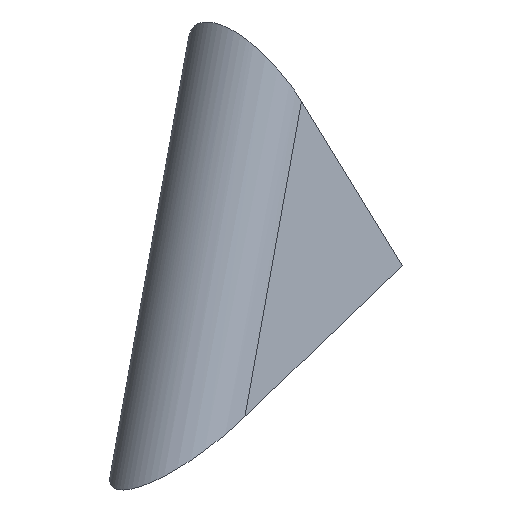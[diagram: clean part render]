
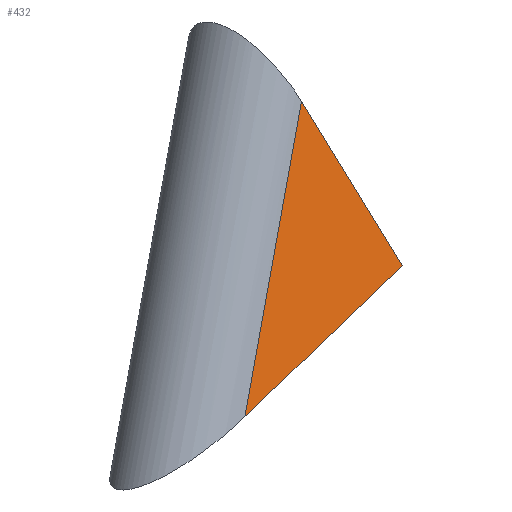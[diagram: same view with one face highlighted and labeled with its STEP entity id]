
A CAD part, front view. The second image highlights one B-rep face of the part: STEP entity #432.
In plain terms, the highlighted planar face has unit normal (0.603, -0.798, 0).
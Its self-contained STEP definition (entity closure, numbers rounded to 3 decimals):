
#38 = CYLINDRICAL_SURFACE('',#39,2.5);
#39 = AXIS2_PLACEMENT_3D('',#40,#41,#42);
#40 = CARTESIAN_POINT('',(-1.768,-1.335,
    -8.359));
#41 = DIRECTION('',(0.175,0.132,0.976));
#42 = DIRECTION('',(0.603,-0.798,0.)
  );
#95 = VERTEX_POINT('',#96);
#96 = CARTESIAN_POINT('',(0.318,-2.893,-5.127
    ));
#135 = EDGE_CURVE('',#95,#136,#138,.T.);
#136 = VERTEX_POINT('',#137);
#137 = CARTESIAN_POINT('',(2.161,-1.501,5.154)
  );
#138 = SURFACE_CURVE('',#139,(#143,#172),.PCURVE_S1.);
#139 = LINE('',#140,#141);
#140 = CARTESIAN_POINT('',(0.318,-2.893,
    -5.127));
#141 = VECTOR('',#142,1.);
#142 = DIRECTION('',(0.175,0.132,0.976));
#143 = PCURVE('',#38,#144);
#144 = DEFINITIONAL_REPRESENTATION('',(#145),#171);
#145 = B_SPLINE_CURVE_WITH_KNOTS('',3,(#146,#147,#148,#149,#150,#151,
    #152,#153,#154,#155,#156,#157,#158,#159,#160,#161,#162,#163,#164,
    #165,#166,#167,#168,#169,#170),.UNSPECIFIED.,.F.,.F.,(4,1,1,1,1,1,1,
    1,1,1,1,1,1,1,1,1,1,1,1,1,1,1,4),(0.,0.479,0.958,
    1.437,1.916,2.395,2.874,
    3.353,3.832,4.311,4.79,
    5.269,5.748,6.227,6.705,
    7.184,7.663,8.142,8.621,
    9.1,9.579,10.058,10.537),
  .QUASI_UNIFORM_KNOTS.);
#146 = CARTESIAN_POINT('',(6.283,3.312));
#147 = CARTESIAN_POINT('',(6.283,3.472));
#148 = CARTESIAN_POINT('',(6.283,3.791));
#149 = CARTESIAN_POINT('',(6.283,4.27));
#150 = CARTESIAN_POINT('',(6.283,4.749));
#151 = CARTESIAN_POINT('',(6.283,5.228));
#152 = CARTESIAN_POINT('',(6.283,5.707));
#153 = CARTESIAN_POINT('',(6.283,6.186));
#154 = CARTESIAN_POINT('',(6.283,6.665));
#155 = CARTESIAN_POINT('',(6.283,7.144));
#156 = CARTESIAN_POINT('',(6.283,7.623));
#157 = CARTESIAN_POINT('',(6.283,8.102));
#158 = CARTESIAN_POINT('',(6.283,8.581));
#159 = CARTESIAN_POINT('',(6.283,9.06));
#160 = CARTESIAN_POINT('',(6.283,9.539));
#161 = CARTESIAN_POINT('',(6.283,10.018));
#162 = CARTESIAN_POINT('',(6.283,10.497));
#163 = CARTESIAN_POINT('',(6.283,10.976));
#164 = CARTESIAN_POINT('',(6.283,11.455));
#165 = CARTESIAN_POINT('',(6.283,11.934));
#166 = CARTESIAN_POINT('',(6.283,12.413));
#167 = CARTESIAN_POINT('',(6.283,12.892));
#168 = CARTESIAN_POINT('',(6.283,13.371));
#169 = CARTESIAN_POINT('',(6.283,13.69));
#170 = CARTESIAN_POINT('',(6.283,13.85));
#171 = ( GEOMETRIC_REPRESENTATION_CONTEXT(2) 
PARAMETRIC_REPRESENTATION_CONTEXT() REPRESENTATION_CONTEXT('2D SPACE',''
  ) );
#172 = PCURVE('',#173,#178);
#173 = PLANE('',#174);
#174 = AXIS2_PLACEMENT_3D('',#175,#176,#177);
#175 = CARTESIAN_POINT('',(1.239,-2.197,
    0.013));
#176 = DIRECTION('',(-0.603,0.798,0.));
#177 = DIRECTION('',(-0.486,-0.367,0.793));
#178 = DEFINITIONAL_REPRESENTATION('',(#179),#183);
#179 = LINE('',#180,#181);
#180 = CARTESIAN_POINT('',(-3.373,-4.047));
#181 = VECTOR('',#182,1.);
#182 = DIRECTION('',(0.64,0.768));
#183 = ( GEOMETRIC_REPRESENTATION_CONTEXT(2) 
PARAMETRIC_REPRESENTATION_CONTEXT() REPRESENTATION_CONTEXT('2D SPACE',''
  ) );
#432 = ADVANCED_FACE('',(#433),#173,.F.);
#433 = FACE_BOUND('',#434,.F.);
#434 = EDGE_LOOP('',(#435,#451,#465));
#435 = ORIENTED_EDGE('',*,*,#436,.T.);
#436 = EDGE_CURVE('',#136,#437,#439,.T.);
#437 = VERTEX_POINT('',#438);
#438 = CARTESIAN_POINT('',(5.441,0.975,-0.196)
  );
#439 = SURFACE_CURVE('',#440,(#444),.PCURVE_S1.);
#440 = LINE('',#441,#442);
#441 = CARTESIAN_POINT('',(2.161,-1.501,5.154)
  );
#442 = VECTOR('',#443,1.);
#443 = DIRECTION('',(0.486,0.367,-0.793));
#444 = PCURVE('',#173,#445);
#445 = DEFINITIONAL_REPRESENTATION('',(#446),#450);
#446 = LINE('',#447,#448);
#447 = CARTESIAN_POINT('',(3.373,4.047));
#448 = VECTOR('',#449,1.);
#449 = DIRECTION('',(-1.,0.));
#450 = ( GEOMETRIC_REPRESENTATION_CONTEXT(2) 
PARAMETRIC_REPRESENTATION_CONTEXT() REPRESENTATION_CONTEXT('2D SPACE',''
  ) );
#451 = ORIENTED_EDGE('',*,*,#452,.T.);
#452 = EDGE_CURVE('',#437,#95,#453,.T.);
#453 = SURFACE_CURVE('',#454,(#458),.PCURVE_S1.);
#454 = LINE('',#455,#456);
#455 = CARTESIAN_POINT('',(5.441,0.975,-0.196)
  );
#456 = VECTOR('',#457,1.);
#457 = DIRECTION('',(-0.633,-0.478,-0.609));
#458 = PCURVE('',#173,#459);
#459 = DEFINITIONAL_REPRESENTATION('',(#460),#464);
#460 = LINE('',#461,#462);
#461 = CARTESIAN_POINT('',(-3.373,4.047));
#462 = VECTOR('',#463,1.);
#463 = DIRECTION('',(0.,-1.));
#464 = ( GEOMETRIC_REPRESENTATION_CONTEXT(2) 
PARAMETRIC_REPRESENTATION_CONTEXT() REPRESENTATION_CONTEXT('2D SPACE',''
  ) );
#465 = ORIENTED_EDGE('',*,*,#135,.T.);
